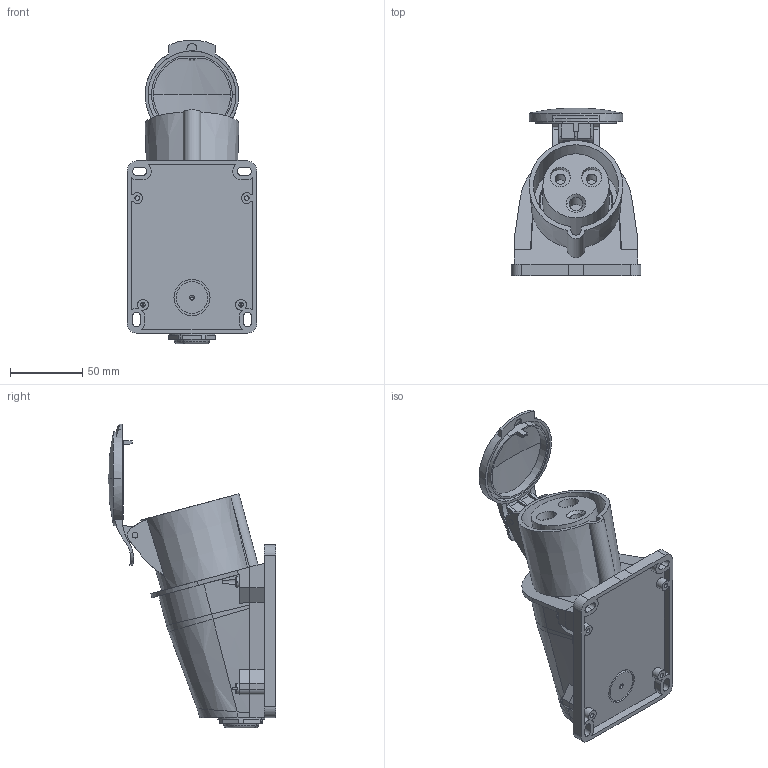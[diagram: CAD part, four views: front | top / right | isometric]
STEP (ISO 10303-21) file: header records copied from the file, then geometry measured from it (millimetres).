
FILE_DESCRIPTION((''),'2;1');
FILE_NAME('PKF32W423_3D-SIMPLIFIED_ASM','2023-03-06T15:35:15',('melanie.cordero'),(''),'CREO PARAMETRIC BY PTC INC, 2018260','CREO PARAMETRIC BY PTC INC, 2018260','');
FILE_SCHEMA(('CONFIG_CONTROL_DESIGN'));
Length unit declared in the file: millimetre
Products named in the file (9): PRT01; PRT02; PRT03; PRT04; PRT05; PTT06; PRT07; PRT08; PKF32W423_3D-SIMPLIFIED_ASM
Assembly tree (11 placements, depth 2):
  PKF32W423_3D-SIMPLIFIED_ASM
    PRT01
    PRT02
    PRT03
    PRT04  x4
    PRT05
    PTT06
    PRT07
    PRT08
Bounding box: 90 x 116.16 x 210.39 mm (x, y, z)
Volume: 289485.6 mm3; surface area: 134514.5 mm2
Topology: 11 solids, 11 shells, 585 faces, 1680 edges, 1132 vertices
Faces by surface type: plane 341, cylinder 160, cone 42, torus 19, bspline 16, sphere 6, extrusion 1
Entity records: 16019 total; most frequent: CARTESIAN_POINT 3936, ORIENTED_EDGE 2512, DIRECTION 2489, EDGE_CURVE 1256, AXIS2_PLACEMENT_3D 894, VERTEX_POINT 853, VECTOR 701, LINE 700
